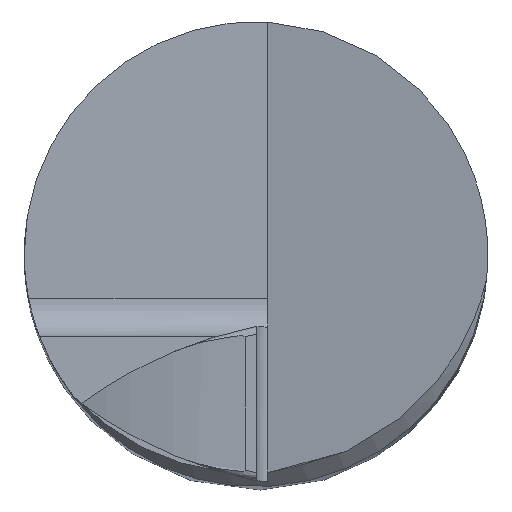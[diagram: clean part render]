
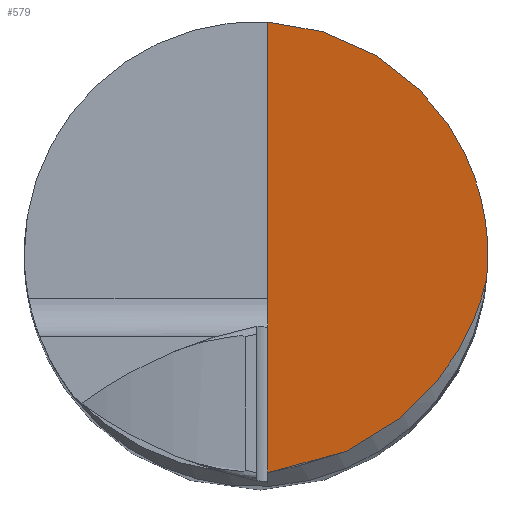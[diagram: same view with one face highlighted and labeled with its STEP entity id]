
A CAD part, top view. The second image highlights one B-rep face of the part: STEP entity #579.
In plain terms, the highlighted planar face has unit normal (0.866, 0, 0.5).
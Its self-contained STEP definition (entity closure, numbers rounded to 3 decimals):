
#6 = ORIENTED_EDGE ( 'NONE', *, *, #822, .F. ) ;
#30 = CARTESIAN_POINT ( 'NONE',  ( 2.98, -0.344, -9.402 ) ) ;
#57 = VERTEX_POINT ( 'NONE', #432 ) ;
#78 = ORIENTED_EDGE ( 'NONE', *, *, #710, .F. ) ;
#98 = CARTESIAN_POINT ( 'NONE',  ( 1.836, 2.912, -7.421 ) ) ;
#102 = CARTESIAN_POINT ( 'NONE',  ( 0.15, -2.839, -4.5 ) ) ;
#128 = EDGE_LOOP ( 'NONE', ( #536, #456, #6, #78 ) ) ;
#182 = EDGE_CURVE ( 'NONE', #560, #569, #557, .T. ) ;
#200 = CARTESIAN_POINT ( 'NONE',  ( 0.15, 6., -4.5 ) ) ;
#274 = FACE_OUTER_BOUND ( 'NONE', #128, .T. ) ;
#280 = EDGE_CURVE ( 'NONE', #560, #703, #896, .T. ) ;
#298 = CARTESIAN_POINT ( 'NONE',  ( 0.15, 6., -4.5 ) ) ;
#310 = CARTESIAN_POINT ( 'NONE',  ( 3., -0.115, -9.436 ) ) ;
#373 = PLANE ( 'NONE',  #777 ) ;
#377 = CARTESIAN_POINT ( 'NONE',  ( 2.993, -0.23, -9.425 ) ) ;
#389 =( BOUNDED_CURVE ( )  B_SPLINE_CURVE ( 3, ( #800, #310, #377, #458 ),
 .UNSPECIFIED., .F., .F. ) 
 B_SPLINE_CURVE_WITH_KNOTS ( ( 4, 4 ),
 ( 3.142, 3.256 ),
 .UNSPECIFIED. ) 
 CURVE ( )  GEOMETRIC_REPRESENTATION_ITEM ( )  RATIONAL_B_SPLINE_CURVE ( ( 1., 0.999, 0.999, 1. ) ) 
 REPRESENTATION_ITEM ( '' )  );
#391 = CARTESIAN_POINT ( 'NONE',  ( 3., 1.688, -9.436 ) ) ;
#432 = CARTESIAN_POINT ( 'NONE',  ( 3., 0., -9.436 ) ) ;
#454 = CARTESIAN_POINT ( 'NONE',  ( 2.98, -0.344, -9.402 ) ) ;
#456 = ORIENTED_EDGE ( 'NONE', *, *, #280, .T. ) ;
#458 = CARTESIAN_POINT ( 'NONE',  ( 2.98, -0.344, -9.402 ) ) ;
#518 =( BOUNDED_CURVE ( )  B_SPLINE_CURVE ( 3, ( #520, #98, #391, #736 ),
 .UNSPECIFIED., .F., .F. ) 
 B_SPLINE_CURVE_WITH_KNOTS ( ( 4, 4 ),
 ( 1.621, 3.142 ),
 .UNSPECIFIED. ) 
 CURVE ( )  GEOMETRIC_REPRESENTATION_ITEM ( )  RATIONAL_B_SPLINE_CURVE ( ( 1., 0.816, 0.816, 1. ) ) 
 REPRESENTATION_ITEM ( '' )  );
#520 = CARTESIAN_POINT ( 'NONE',  ( 0.15, 2.996, -4.5 ) ) ;
#536 = ORIENTED_EDGE ( 'NONE', *, *, #182, .F. ) ;
#557 = LINE ( 'NONE', #200, #647 ) ;
#560 = VERTEX_POINT ( 'NONE', #798 ) ;
#569 = VERTEX_POINT ( 'NONE', #855 ) ;
#579 = ADVANCED_FACE ( 'NONE', ( #274 ), #373, .F. ) ;
#584 = DIRECTION ( 'NONE',  ( -0.866, 0., -0.5 ) ) ;
#647 = VECTOR ( 'NONE', #912, 1000. ) ;
#703 = VERTEX_POINT ( 'NONE', #454 ) ;
#710 = EDGE_CURVE ( 'NONE', #569, #57, #518, .T. ) ;
#736 = CARTESIAN_POINT ( 'NONE',  ( 3., 0., -9.436 ) ) ;
#777 = AXIS2_PLACEMENT_3D ( 'NONE', #298, #584, #795 ) ;
#795 = DIRECTION ( 'NONE',  ( -0.5, 0., 0.866 ) ) ;
#798 = CARTESIAN_POINT ( 'NONE',  ( 0.15, -2.839, -4.5 ) ) ;
#800 = CARTESIAN_POINT ( 'NONE',  ( 3., 0., -9.436 ) ) ;
#822 = EDGE_CURVE ( 'NONE', #57, #703, #389, .T. ) ;
#826 = CARTESIAN_POINT ( 'NONE',  ( 1.577, -2.687, -6.972 ) ) ;
#855 = CARTESIAN_POINT ( 'NONE',  ( 0.15, 2.996, -4.5 ) ) ;
#873 = CARTESIAN_POINT ( 'NONE',  ( 2.653, -1.739, -8.834 ) ) ;
#896 =( BOUNDED_CURVE ( )  B_SPLINE_CURVE ( 3, ( #102, #826, #873, #30 ),
 .UNSPECIFIED., .F., .F. ) 
 B_SPLINE_CURVE_WITH_KNOTS ( ( 4, 4 ),
 ( 1.677, 2.911 ),
 .UNSPECIFIED. ) 
 CURVE ( )  GEOMETRIC_REPRESENTATION_ITEM ( )  RATIONAL_B_SPLINE_CURVE ( ( 1., 0.877, 0.877, 1. ) ) 
 REPRESENTATION_ITEM ( '' )  );
#912 = DIRECTION ( 'NONE',  ( 0., 1., 0. ) ) ;
